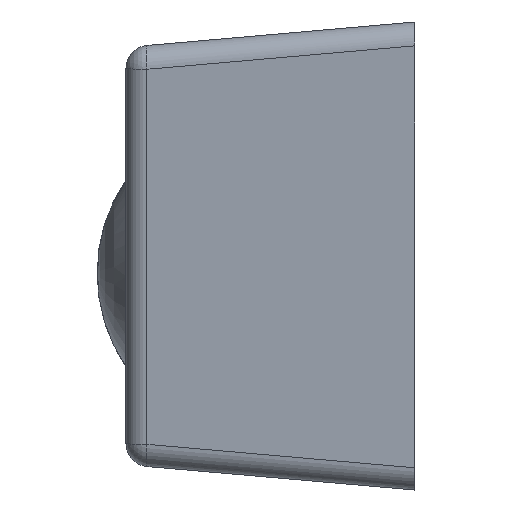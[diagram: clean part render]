
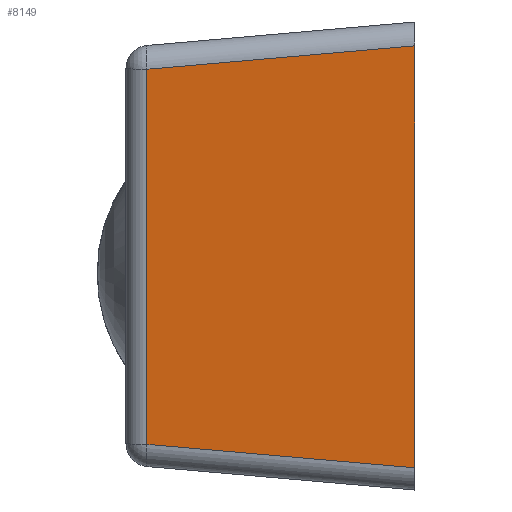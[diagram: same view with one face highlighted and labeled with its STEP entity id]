
A CAD part, left-side view. The second image highlights one B-rep face of the part: STEP entity #8149.
In plain terms, the highlighted planar face has unit normal (-0.996, 0.087, -0.035).
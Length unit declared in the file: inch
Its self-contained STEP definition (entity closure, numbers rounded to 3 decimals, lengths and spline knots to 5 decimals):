
#32 = CARTESIAN_POINT ( 'NONE',  ( -0.22325, 0.88229, 2.41395 ) ) ;
#169 = DIRECTION ( 'NONE',  ( 0.09, 0.992, -0.087 ) ) ;
#284 = EDGE_CURVE ( 'NONE', #3518, #6885, #5866, .T. ) ;
#329 = EDGE_CURVE ( 'NONE', #5332, #7158, #7908, .T. ) ;
#489 = VECTOR ( 'NONE', #169, 39.37008 ) ;
#721 = EDGE_CURVE ( 'NONE', #7158, #3518, #4098, .T. ) ;
#950 = CARTESIAN_POINT ( 'NONE',  ( -0.15859, 1.34578, 1.72419 ) ) ;
#1494 = DIRECTION ( 'NONE',  ( 0.035, 0., -0.999 ) ) ;
#2923 = ORIENTED_EDGE ( 'NONE', *, *, #721, .T. ) ;
#3151 = CARTESIAN_POINT ( 'NONE',  ( -0.18126, 1.34578, 2.3734 ) ) ;
#3323 = CARTESIAN_POINT ( 'NONE',  ( -0.22469, 0.88229, 2.45518 ) ) ;
#3360 = EDGE_LOOP ( 'NONE', ( #2923, #4504, #5780, #4257 ) ) ;
#3374 = PLANE ( 'NONE',  #6566 ) ;
#3486 = LINE ( 'NONE', #6047, #4407 ) ;
#3518 = VERTEX_POINT ( 'NONE', #950 ) ;
#3595 = CARTESIAN_POINT ( 'NONE',  ( -0.19775, 0.88229, 1.68364 ) ) ;
#3863 = EDGE_CURVE ( 'NONE', #5332, #6885, #3486, .T. ) ;
#4098 = LINE ( 'NONE', #7988, #8146 ) ;
#4136 = DIRECTION ( 'NONE',  ( -0.996, 0.087, -0.035 ) ) ;
#4249 = VECTOR ( 'NONE', #5193, 39.37008 ) ;
#4257 = ORIENTED_EDGE ( 'NONE', *, *, #329, .T. ) ;
#4407 = VECTOR ( 'NONE', #6594, 39.37008 ) ;
#4504 = ORIENTED_EDGE ( 'NONE', *, *, #284, .T. ) ;
#4611 = CARTESIAN_POINT ( 'NONE',  ( -0.19232, 0.94657, 1.68926 ) ) ;
#4658 = CARTESIAN_POINT ( 'NONE',  ( -0.22358, 0.87861, 2.41427 ) ) ;
#5193 = DIRECTION ( 'NONE',  ( -0.084, -0.993, -0.087 ) ) ;
#5332 = VERTEX_POINT ( 'NONE', #32 ) ;
#5780 = ORIENTED_EDGE ( 'NONE', *, *, #3863, .F. ) ;
#5866 = LINE ( 'NONE', #4611, #4249 ) ;
#5941 = DIRECTION ( 'NONE',  ( -0.087, -0.996, 0. ) ) ;
#6047 = CARTESIAN_POINT ( 'NONE',  ( -0.22469, 0.88229, 2.45518 ) ) ;
#6566 = AXIS2_PLACEMENT_3D ( 'NONE', #3323, #4136, #5941 ) ;
#6594 = DIRECTION ( 'NONE',  ( 0.035, 0., -0.999 ) ) ;
#6885 = VERTEX_POINT ( 'NONE', #3595 ) ;
#7158 = VERTEX_POINT ( 'NONE', #3151 ) ;
#7908 = LINE ( 'NONE', #4658, #489 ) ;
#7934 = FACE_OUTER_BOUND ( 'NONE', #3360, .T. ) ;
#7988 = CARTESIAN_POINT ( 'NONE',  ( -0.15735, 1.34578, 1.68882 ) ) ;
#8146 = VECTOR ( 'NONE', #1494, 39.37008 ) ;
#8149 = ADVANCED_FACE ( 'NONE', ( #7934 ), #3374, .T. ) ;
